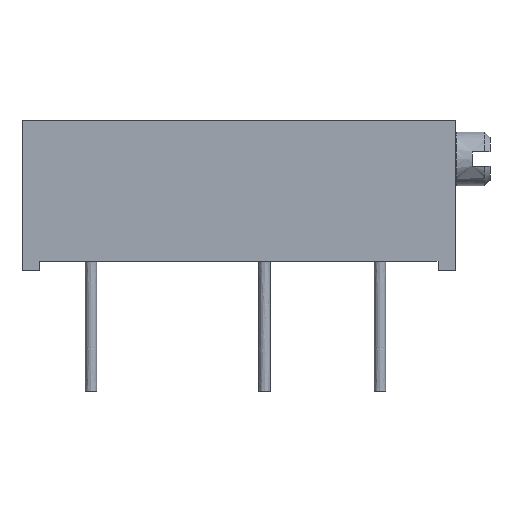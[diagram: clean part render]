
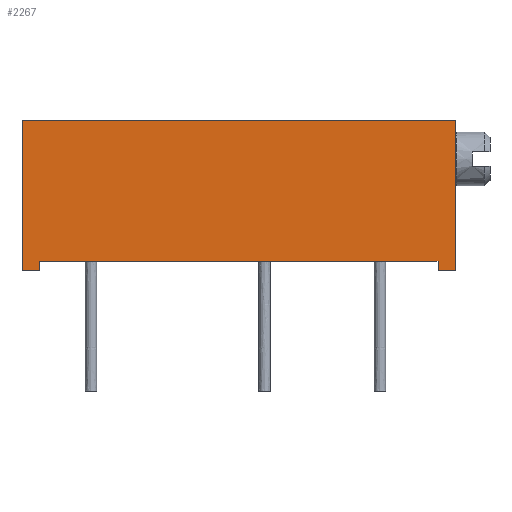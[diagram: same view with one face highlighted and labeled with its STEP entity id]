
A CAD part, top view. The second image highlights one B-rep face of the part: STEP entity #2267.
In plain terms, the highlighted free-form (B-spline) face has degree [1, 1] with [2, 2] control points.
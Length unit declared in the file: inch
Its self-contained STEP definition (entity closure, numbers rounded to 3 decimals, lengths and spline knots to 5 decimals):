
#24=DIRECTION('',(0.,1.,0.));
#25=VECTOR('',#24,0.26);
#26=CARTESIAN_POINT('',(0.375,0.,0.095));
#27=LINE('',#26,#25);
#75=DIRECTION('',(1.,0.,0.));
#76=VECTOR('',#75,0.03);
#77=CARTESIAN_POINT('',(-0.375,0.,0.095));
#78=LINE('',#77,#76);
#110=DIRECTION('',(1.,0.,0.));
#111=VECTOR('',#110,0.03);
#112=CARTESIAN_POINT('',(0.345,0.,0.095));
#113=LINE('',#112,#111);
#411=DIRECTION('',(1.,0.,0.));
#412=VECTOR('',#411,0.69);
#413=CARTESIAN_POINT('',(-0.345,0.016,0.095));
#414=LINE('',#413,#412);
#418=DIRECTION('',(0.,1.,0.));
#419=VECTOR('',#418,0.016);
#420=CARTESIAN_POINT('',(-0.345,0.,0.095));
#421=LINE('',#420,#419);
#425=DIRECTION('',(0.,1.,0.));
#426=VECTOR('',#425,0.26);
#427=CARTESIAN_POINT('',(-0.375,0.,0.095));
#428=LINE('',#427,#426);
#432=DIRECTION('',(0.,1.,0.));
#433=VECTOR('',#432,0.016);
#434=CARTESIAN_POINT('',(0.345,0.,0.095));
#435=LINE('',#434,#433);
#1248=DIRECTION('',(1.,0.,0.));
#1249=VECTOR('',#1248,0.75);
#1250=CARTESIAN_POINT('',(-0.375,0.26,0.095));
#1251=LINE('',#1250,#1249);
#1562=CARTESIAN_POINT('',(0.375,0.,0.095));
#1564=VERTEX_POINT('',#1562);
#1567=CARTESIAN_POINT('',(-0.375,0.,0.095));
#1569=VERTEX_POINT('',#1567);
#1570=CARTESIAN_POINT('',(-0.375,0.26,0.095));
#1571=CARTESIAN_POINT('',(0.375,0.26,0.095));
#1572=VERTEX_POINT('',#1570);
#1573=VERTEX_POINT('',#1571);
#1578=CARTESIAN_POINT('',(-0.345,0.016,0.095));
#1579=CARTESIAN_POINT('',(0.345,0.016,0.095));
#1580=VERTEX_POINT('',#1578);
#1581=VERTEX_POINT('',#1579);
#1582=CARTESIAN_POINT('',(-0.345,0.,0.095));
#1583=VERTEX_POINT('',#1582);
#1584=CARTESIAN_POINT('',(0.345,0.,0.095));
#1585=VERTEX_POINT('',#1584);
#2249=CARTESIAN_POINT('',(-0.39,-0.0052,0.095));
#2250=CARTESIAN_POINT('',(-0.39,0.2652,0.095));
#2251=CARTESIAN_POINT('',(0.39,-0.0052,0.095));
#2252=CARTESIAN_POINT('',(0.39,0.2652,0.095));
#2253=B_SPLINE_SURFACE_WITH_KNOTS('',1,1,((#2249,#2250),(#2251,#2252)),
.UNSPECIFIED.,.F.,.F.,.F.,(2,2),(2,2),(-0.015,0.765),(-0.0052,0.2652),
.UNSPECIFIED.);
#2254=ORIENTED_EDGE('',*,*,#2227,.F.);
#2255=ORIENTED_EDGE('',*,*,#2113,.F.);
#2256=ORIENTED_EDGE('',*,*,#1904,.F.);
#2258=ORIENTED_EDGE('',*,*,#2257,.T.);
#2260=ORIENTED_EDGE('',*,*,#2259,.T.);
#2261=ORIENTED_EDGE('',*,*,#1877,.F.);
#2262=ORIENTED_EDGE('',*,*,#1924,.F.);
#2264=ORIENTED_EDGE('',*,*,#2263,.T.);
#2265=EDGE_LOOP('',(#2254,#2255,#2256,#2258,#2260,#2261,#2262,#2264));
#2266=FACE_OUTER_BOUND('',#2265,.F.);
#2267=ADVANCED_FACE('',(#2266),#2253,.T.);
#1877=EDGE_CURVE('',#1564,#1573,#27,.T.);
#1904=EDGE_CURVE('',#1569,#1583,#78,.T.);
#1924=EDGE_CURVE('',#1585,#1564,#113,.T.);
#2113=EDGE_CURVE('',#1583,#1580,#421,.T.);
#2227=EDGE_CURVE('',#1580,#1581,#414,.T.);
#2257=EDGE_CURVE('',#1569,#1572,#428,.T.);
#2259=EDGE_CURVE('',#1572,#1573,#1251,.T.);
#2263=EDGE_CURVE('',#1585,#1581,#435,.T.);
